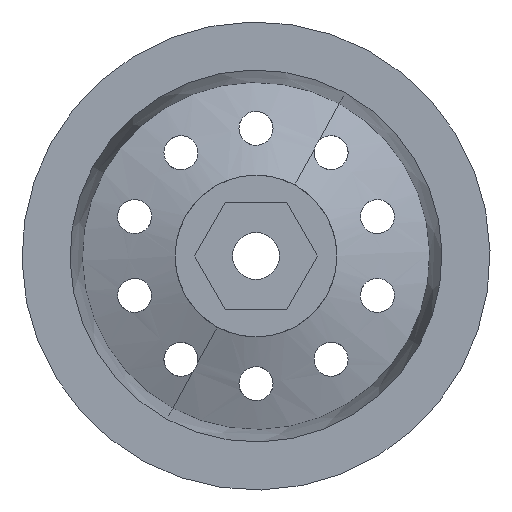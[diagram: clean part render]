
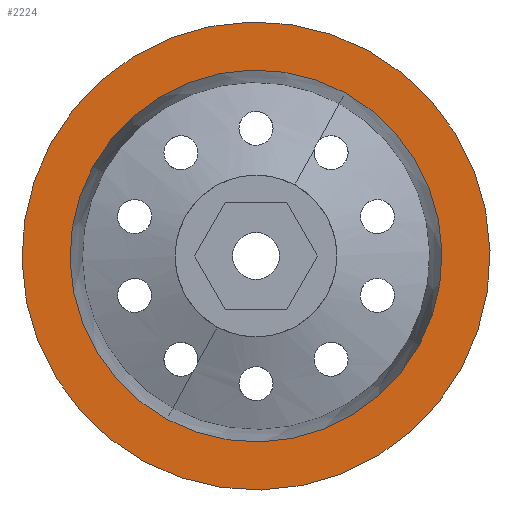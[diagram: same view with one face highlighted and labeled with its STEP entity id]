
A CAD part, left-side view. The second image highlights one B-rep face of the part: STEP entity #2224.
In plain terms, the highlighted planar face has unit normal (-1, 0, 0).
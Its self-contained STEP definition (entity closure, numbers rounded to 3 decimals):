
#2163=CARTESIAN_POINT('Vertex',(-6.,-10.475,19.175)) ;
#2166=CARTESIAN_POINT('Axis2P3D Location',(-6.,0.,0.)) ;
#2170=CARTESIAN_POINT('Vertex',(-6.,10.475,-19.175)) ;
#2185=CARTESIAN_POINT('Axis2P3D Location',(-6.,0.,0.)) ;
#2197=CARTESIAN_POINT('Axis2P3D Location',(-6.,0.,27.5)) ;
#2202=CARTESIAN_POINT('Axis2P3D Location',(-6.,0.,0.)) ;
#2206=CARTESIAN_POINT('Vertex',(-6.,-13.184,24.134)) ;
#2208=CARTESIAN_POINT('Vertex',(-6.,13.184,-24.134)) ;
#2211=CARTESIAN_POINT('Axis2P3D Location',(-6.,0.,0.)) ;
#2167=DIRECTION('Axis2P3D Direction',(1.,0.,0.)) ;
#2186=DIRECTION('Axis2P3D Direction',(1.,0.,0.)) ;
#2198=DIRECTION('Axis2P3D Direction',(1.,0.,0.)) ;
#2199=DIRECTION('Axis2P3D XDirection',(0.,1.,0.)) ;
#2203=DIRECTION('Axis2P3D Direction',(1.,0.,0.)) ;
#2212=DIRECTION('Axis2P3D Direction',(1.,0.,0.)) ;
#2168=AXIS2_PLACEMENT_3D('Circle Axis2P3D',#2166,#2167,$) ;
#2187=AXIS2_PLACEMENT_3D('Circle Axis2P3D',#2185,#2186,$) ;
#2200=AXIS2_PLACEMENT_3D('Plane Axis2P3D',#2197,#2198,#2199) ;
#2204=AXIS2_PLACEMENT_3D('Circle Axis2P3D',#2202,#2203,$) ;
#2213=AXIS2_PLACEMENT_3D('Circle Axis2P3D',#2211,#2212,$) ;
#2217=ORIENTED_EDGE('',*,*,#2210,.F.) ;
#2218=ORIENTED_EDGE('',*,*,#2215,.F.) ;
#2221=ORIENTED_EDGE('',*,*,#2172,.T.) ;
#2222=ORIENTED_EDGE('',*,*,#2189,.T.) ;
#2223=FACE_BOUND('',#2220,.T.) ;
#2224=ADVANCED_FACE('PartBody',(#2219,#2223),#2201,.F.) ;
#2169=CIRCLE('generated circle',#2168,21.85) ;
#2188=CIRCLE('generated circle',#2187,21.85) ;
#2205=CIRCLE('generated circle',#2204,27.5) ;
#2214=CIRCLE('generated circle',#2213,27.5) ;
#2172=EDGE_CURVE('',#2171,#2164,#2169,.T.) ;
#2189=EDGE_CURVE('',#2164,#2171,#2188,.T.) ;
#2210=EDGE_CURVE('',#2207,#2209,#2205,.T.) ;
#2215=EDGE_CURVE('',#2209,#2207,#2214,.T.) ;
#2216=EDGE_LOOP('',(#2217,#2218)) ;
#2220=EDGE_LOOP('',(#2221,#2222)) ;
#2219=FACE_OUTER_BOUND('',#2216,.T.) ;
#2201=PLANE('',#2200) ;
#2164=VERTEX_POINT('',#2163) ;
#2171=VERTEX_POINT('',#2170) ;
#2207=VERTEX_POINT('',#2206) ;
#2209=VERTEX_POINT('',#2208) ;
